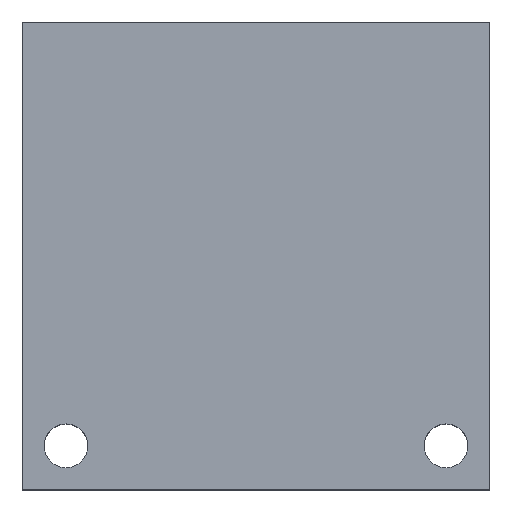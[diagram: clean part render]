
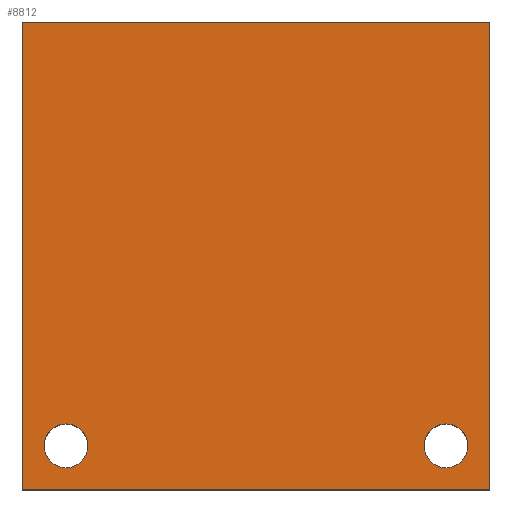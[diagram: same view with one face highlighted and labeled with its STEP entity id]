
A CAD part, top view. The second image highlights one B-rep face of the part: STEP entity #8812.
In plain terms, the highlighted planar face has unit normal (0, 0, 1).
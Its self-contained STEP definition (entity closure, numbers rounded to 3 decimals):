
#146=CIRCLE('',#9202,3.569);
#147=CIRCLE('',#9203,3.569);
#149=CIRCLE('',#9206,3.569);
#150=CIRCLE('',#9207,3.569);
#192=FACE_BOUND('',#1370,.T.);
#193=FACE_BOUND('',#1371,.T.);
#443=PLANE('',#9213);
#886=FACE_OUTER_BOUND('',#1369,.T.);
#1369=EDGE_LOOP('',(#7824,#7825,#7826,#7827));
#1370=EDGE_LOOP('',(#7828,#7829));
#1371=EDGE_LOOP('',(#7830,#7831));
#1797=LINE('',#12135,#2624);
#2196=LINE('',#15278,#3023);
#2199=LINE('',#15282,#3026);
#2201=LINE('',#15286,#3028);
#2624=VECTOR('',#9923,10.);
#3023=VECTOR('',#10802,10.);
#3026=VECTOR('',#10807,10.);
#3028=VECTOR('',#10813,10.);
#3651=VERTEX_POINT('',#12132);
#3652=VERTEX_POINT('',#12134);
#4147=VERTEX_POINT('',#15256);
#4148=VERTEX_POINT('',#15257);
#4150=VERTEX_POINT('',#15264);
#4151=VERTEX_POINT('',#15265);
#4155=VERTEX_POINT('',#15275);
#4156=VERTEX_POINT('',#15277);
#4633=EDGE_CURVE('',#3652,#3651,#1797,.T.);
#5368=EDGE_CURVE('',#4147,#4148,#146,.T.);
#5369=EDGE_CURVE('',#4148,#4147,#147,.T.);
#5372=EDGE_CURVE('',#4150,#4151,#149,.T.);
#5373=EDGE_CURVE('',#4151,#4150,#150,.T.);
#5378=EDGE_CURVE('',#4156,#4155,#2196,.T.);
#5381=EDGE_CURVE('',#3651,#4156,#2199,.T.);
#5383=EDGE_CURVE('',#4155,#3652,#2201,.T.);
#7824=ORIENTED_EDGE('',*,*,#5383,.T.);
#7825=ORIENTED_EDGE('',*,*,#4633,.T.);
#7826=ORIENTED_EDGE('',*,*,#5381,.T.);
#7827=ORIENTED_EDGE('',*,*,#5378,.T.);
#7828=ORIENTED_EDGE('',*,*,#5368,.T.);
#7829=ORIENTED_EDGE('',*,*,#5369,.T.);
#7830=ORIENTED_EDGE('',*,*,#5372,.T.);
#7831=ORIENTED_EDGE('',*,*,#5373,.T.);
#8812=ADVANCED_FACE('',(#886,#192,#193),#443,.T.);
#9202=AXIS2_PLACEMENT_3D('',#15258,#10782,#10783);
#9203=AXIS2_PLACEMENT_3D('',#15259,#10784,#10785);
#9206=AXIS2_PLACEMENT_3D('',#15266,#10791,#10792);
#9207=AXIS2_PLACEMENT_3D('',#15267,#10793,#10794);
#9213=AXIS2_PLACEMENT_3D('',#15287,#10814,#10815);
#9923=DIRECTION('',(0.,1.,0.));
#10782=DIRECTION('center_axis',(0.,0.,-1.));
#10783=DIRECTION('ref_axis',(1.,0.,0.));
#10784=DIRECTION('center_axis',(0.,0.,-1.));
#10785=DIRECTION('ref_axis',(1.,0.,0.));
#10791=DIRECTION('center_axis',(0.,0.,-1.));
#10792=DIRECTION('ref_axis',(1.,0.,0.));
#10793=DIRECTION('center_axis',(0.,0.,-1.));
#10794=DIRECTION('ref_axis',(1.,0.,0.));
#10802=DIRECTION('',(0.,-1.,0.));
#10807=DIRECTION('',(-1.,0.,0.));
#10813=DIRECTION('',(1.,0.,0.));
#10814=DIRECTION('center_axis',(0.,0.,1.));
#10815=DIRECTION('ref_axis',(1.,0.,0.));
#12132=CARTESIAN_POINT('',(76.2,76.2,38.1));
#12134=CARTESIAN_POINT('',(76.2,0.,38.1));
#12135=CARTESIAN_POINT('',(76.2,0.,38.1));
#15256=CARTESIAN_POINT('',(10.706,7.137,38.1));
#15257=CARTESIAN_POINT('',(3.569,7.137,38.1));
#15258=CARTESIAN_POINT('Origin',(7.137,7.137,38.1));
#15259=CARTESIAN_POINT('Origin',(7.137,7.137,38.1));
#15264=CARTESIAN_POINT('',(72.631,7.137,38.1));
#15265=CARTESIAN_POINT('',(65.494,7.137,38.1));
#15266=CARTESIAN_POINT('Origin',(69.063,7.137,38.1));
#15267=CARTESIAN_POINT('Origin',(69.063,7.137,38.1));
#15275=CARTESIAN_POINT('',(0.,0.,38.1));
#15277=CARTESIAN_POINT('',(0.,76.2,38.1));
#15278=CARTESIAN_POINT('',(0.,76.2,38.1));
#15282=CARTESIAN_POINT('',(76.2,76.2,38.1));
#15286=CARTESIAN_POINT('',(0.,0.,38.1));
#15287=CARTESIAN_POINT('Origin',(38.1,38.1,38.1));
